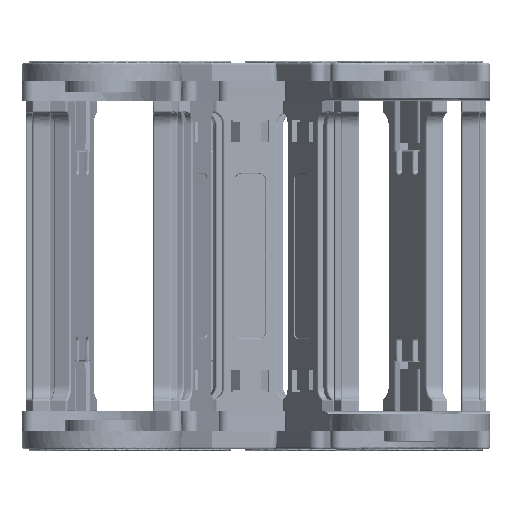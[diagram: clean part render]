
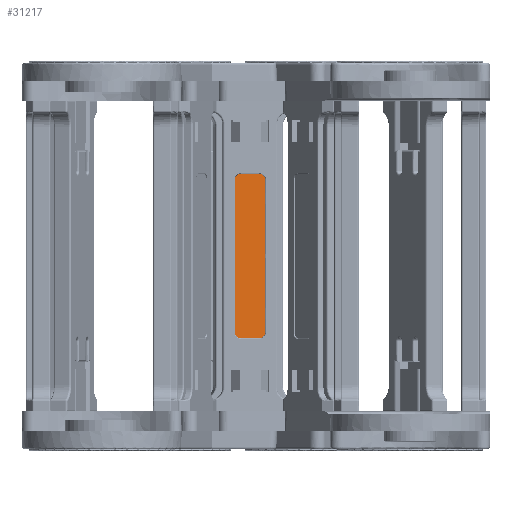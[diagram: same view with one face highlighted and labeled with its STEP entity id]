
A CAD part, left-side view. The second image highlights one B-rep face of the part: STEP entity #31217.
In plain terms, the highlighted face is planar.
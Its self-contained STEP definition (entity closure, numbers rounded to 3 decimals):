
#9 = ORIENTED_EDGE ( 'NONE', *, *, #2012, .T. ) ;
#396 = DIRECTION ( 'NONE',  ( 1., 0., 0. ) ) ;
#467 = CARTESIAN_POINT ( 'NONE',  ( -56.456, 19.403, 33.314 ) ) ;
#619 = DIRECTION ( 'NONE',  ( 0., 1., 0. ) ) ;
#1172 = LINE ( 'NONE', #5439, #30439 ) ;
#1719 = FACE_OUTER_BOUND ( 'NONE', #2313, .T. ) ;
#2012 = EDGE_CURVE ( 'NONE', #10105, #35169, #5966, .T. ) ;
#2313 = EDGE_LOOP ( 'NONE', ( #18650, #33572, #22151, #6123, #21850, #7798, #9, #15664 ) ) ;
#2725 = EDGE_CURVE ( 'NONE', #35351, #14864, #6817, .T. ) ;
#2786 = VERTEX_POINT ( 'NONE', #28439 ) ;
#2999 = CARTESIAN_POINT ( 'NONE',  ( -56.456, 19.403, 35.225 ) ) ;
#4288 = CARTESIAN_POINT ( 'NONE',  ( -62.481, 19.403, 34.35 ) ) ;
#5439 = CARTESIAN_POINT ( 'NONE',  ( -60.782, 19.403, 33.314 ) ) ;
#5520 = PLANE ( 'NONE',  #12802 ) ;
#5966 = LINE ( 'NONE', #28772, #34775 ) ;
#6123 = ORIENTED_EDGE ( 'NONE', *, *, #30065, .F. ) ;
#6817 = LINE ( 'NONE', #25081, #16522 ) ;
#7798 = ORIENTED_EDGE ( 'NONE', *, *, #13389, .T. ) ;
#8050 = DIRECTION ( 'NONE',  ( 0., -1., 0. ) ) ;
#8220 = DIRECTION ( 'NONE',  ( 0., 0., 1. ) ) ;
#8445 = DIRECTION ( 'NONE',  ( 0., 0., -1. ) ) ;
#10105 = VERTEX_POINT ( 'NONE', #14733 ) ;
#10860 = CARTESIAN_POINT ( 'NONE',  ( -60.782, 19.403, 35.225 ) ) ;
#11656 = VERTEX_POINT ( 'NONE', #15039 ) ;
#11810 = DIRECTION ( 'NONE',  ( 0., 0., -1. ) ) ;
#11927 = CARTESIAN_POINT ( 'NONE',  ( -62.481, 19.403, 75. ) ) ;
#12401 = CIRCLE ( 'NONE', #18636, 1.911 ) ;
#12802 = AXIS2_PLACEMENT_3D ( 'NONE', #16999, #36634, #8220 ) ;
#13389 = EDGE_CURVE ( 'NONE', #35351, #10105, #12401, .T. ) ;
#13902 = DIRECTION ( 'NONE',  ( 0., 0., 1. ) ) ;
#13910 = EDGE_CURVE ( 'NONE', #17495, #16953, #29714, .T. ) ;
#14733 = CARTESIAN_POINT ( 'NONE',  ( -60.782, 19.403, 76.036 ) ) ;
#14864 = VERTEX_POINT ( 'NONE', #4288 ) ;
#14930 = DIRECTION ( 'NONE',  ( 0., 0., 1. ) ) ;
#15039 = CARTESIAN_POINT ( 'NONE',  ( -54.757, 19.403, 75. ) ) ;
#15664 = ORIENTED_EDGE ( 'NONE', *, *, #30437, .T. ) ;
#16238 = CARTESIAN_POINT ( 'NONE',  ( -54.757, 19.403, 34.35 ) ) ;
#16522 = VECTOR ( 'NONE', #8445, 1000. ) ;
#16953 = VERTEX_POINT ( 'NONE', #16238 ) ;
#16991 = AXIS2_PLACEMENT_3D ( 'NONE', #2999, #20080, #17342 ) ;
#16999 = CARTESIAN_POINT ( 'NONE',  ( -60.782, 19.403, 64.125 ) ) ;
#17342 = DIRECTION ( 'NONE',  ( 0., 0., -1. ) ) ;
#17495 = VERTEX_POINT ( 'NONE', #467 ) ;
#17730 = CIRCLE ( 'NONE', #28565, 1.911 ) ;
#18324 = CIRCLE ( 'NONE', #20645, 1.911 ) ;
#18636 = AXIS2_PLACEMENT_3D ( 'NONE', #31066, #19243, #13902 ) ;
#18650 = ORIENTED_EDGE ( 'NONE', *, *, #19347, .T. ) ;
#19243 = DIRECTION ( 'NONE',  ( 0., 1., 0. ) ) ;
#19347 = EDGE_CURVE ( 'NONE', #11656, #16953, #29233, .T. ) ;
#19420 = DIRECTION ( 'NONE',  ( 0., 0., -1. ) ) ;
#20080 = DIRECTION ( 'NONE',  ( 0., -1., 0. ) ) ;
#20645 = AXIS2_PLACEMENT_3D ( 'NONE', #10860, #8050, #19420 ) ;
#21850 = ORIENTED_EDGE ( 'NONE', *, *, #2725, .F. ) ;
#22151 = ORIENTED_EDGE ( 'NONE', *, *, #25595, .F. ) ;
#22259 = DIRECTION ( 'NONE',  ( 1., 0., 0. ) ) ;
#24392 = CARTESIAN_POINT ( 'NONE',  ( -56.456, 19.403, 76.036 ) ) ;
#25081 = CARTESIAN_POINT ( 'NONE',  ( -62.481, 19.403, 75. ) ) ;
#25595 = EDGE_CURVE ( 'NONE', #2786, #17495, #1172, .T. ) ;
#26163 = CARTESIAN_POINT ( 'NONE',  ( -56.456, 19.403, 74.125 ) ) ;
#28346 = VECTOR ( 'NONE', #11810, 1000. ) ;
#28439 = CARTESIAN_POINT ( 'NONE',  ( -60.782, 19.403, 33.314 ) ) ;
#28565 = AXIS2_PLACEMENT_3D ( 'NONE', #26163, #619, #14930 ) ;
#28772 = CARTESIAN_POINT ( 'NONE',  ( -60.782, 19.403, 76.036 ) ) ;
#29233 = LINE ( 'NONE', #31593, #28346 ) ;
#29714 = CIRCLE ( 'NONE', #16991, 1.911 ) ;
#30065 = EDGE_CURVE ( 'NONE', #14864, #2786, #18324, .T. ) ;
#30437 = EDGE_CURVE ( 'NONE', #35169, #11656, #17730, .T. ) ;
#30439 = VECTOR ( 'NONE', #22259, 1000. ) ;
#31066 = CARTESIAN_POINT ( 'NONE',  ( -60.782, 19.403, 74.125 ) ) ;
#31217 = ADVANCED_FACE ( 'NONE', ( #1719 ), #5520, .T. ) ;
#31593 = CARTESIAN_POINT ( 'NONE',  ( -54.757, 19.403, 75. ) ) ;
#33572 = ORIENTED_EDGE ( 'NONE', *, *, #13910, .F. ) ;
#34775 = VECTOR ( 'NONE', #396, 1000. ) ;
#35169 = VERTEX_POINT ( 'NONE', #24392 ) ;
#35351 = VERTEX_POINT ( 'NONE', #11927 ) ;
#36634 = DIRECTION ( 'NONE',  ( 0., 1., 0. ) ) ;
